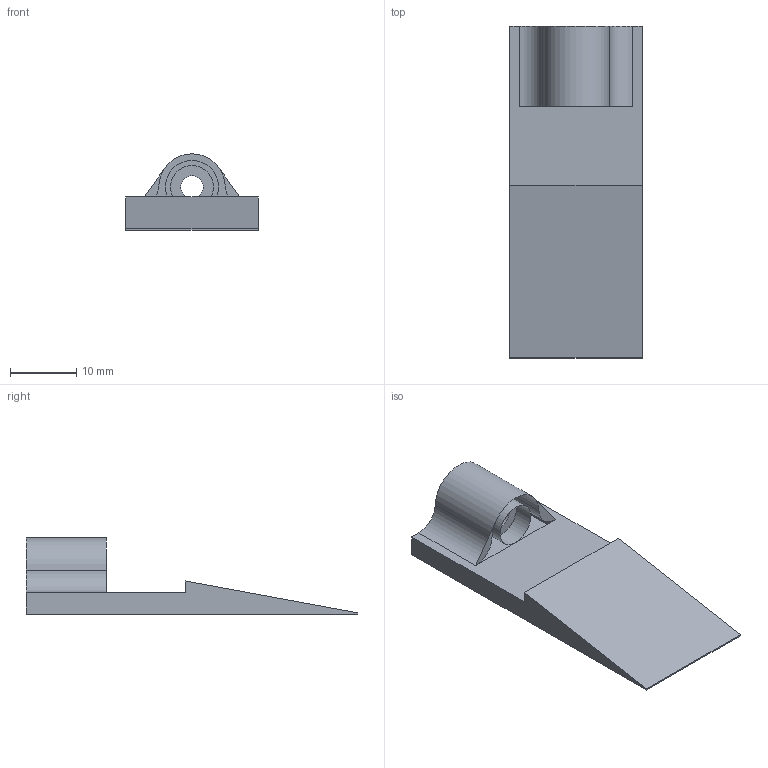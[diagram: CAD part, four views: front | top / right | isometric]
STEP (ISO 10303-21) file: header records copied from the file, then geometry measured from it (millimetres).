
FILE_DESCRIPTION(/* description */ (''),/* implementation_level */ '2;1');
FILE_NAME(/* name */ 'finger_tip.step',/* time_stamp */ '2024-03-18T13:19:52+09:00',/* author */ (''),/* organization */ (''),/* preprocessor_version */ 'ST-DEVELOPER v20',/* originating_system */ 'Autodesk Translation Framework v12.20.1.177',/* authorisation */ '');
FILE_SCHEMA (('AUTOMOTIVE_DESIGN { 1 0 10303 214 3 1 1 }'));
Length unit declared in the file: millimetre
Products named in the file (1): bearing_finger_tip
Bounding box: 20 x 50 x 11.5 mm (x, y, z)
Volume: 3545.2 mm3; surface area: 2739.5 mm2
Topology: 1 solids, 1 shells, 17 faces, 45 edges, 29 vertices
Faces by surface type: plane 11, cylinder 6
Full cylindrical faces by diameter (mm): 3.4 x1, 6.5 x1, 8 x1
Entity records: 537 total; most frequent: DIRECTION 90, CARTESIAN_POINT 86, ORIENTED_EDGE 82, EDGE_CURVE 41, AXIS2_PLACEMENT_3D 31, LINE 28, VECTOR 28, VERTEX_POINT 27
